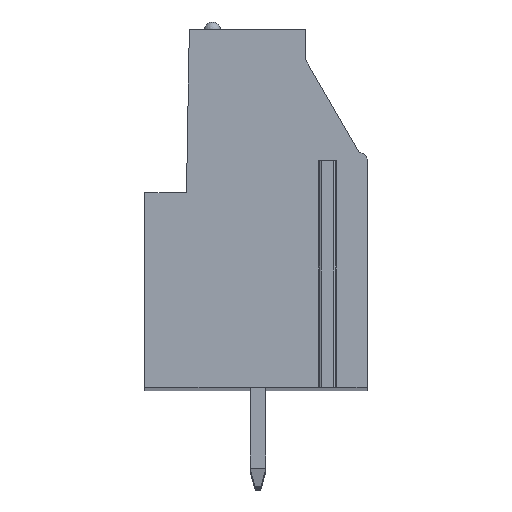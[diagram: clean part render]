
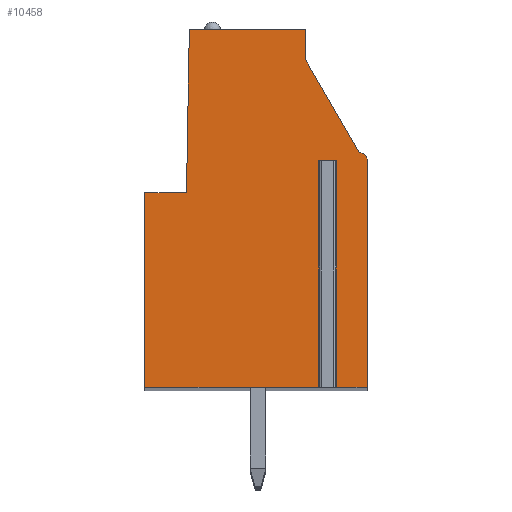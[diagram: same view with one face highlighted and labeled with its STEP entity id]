
A CAD part, top view. The second image highlights one B-rep face of the part: STEP entity #10458.
In plain terms, the highlighted planar face has unit normal (0, 0, 1).
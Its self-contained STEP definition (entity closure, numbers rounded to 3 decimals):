
#1182=DIRECTION('',(1.,0.,0.));
#1183=VECTOR('',#1182,0.5);
#1184=CARTESIAN_POINT('',(3.347,2.4,2.54));
#1185=LINE('',#1184,#1183);
#1186=DIRECTION('',(0.,1.,0.));
#1187=VECTOR('',#1186,11.4);
#1188=CARTESIAN_POINT('',(3.347,-9.,2.54));
#1189=LINE('',#1188,#1187);
#1190=DIRECTION('',(1.,0.,0.));
#1191=VECTOR('',#1190,8.95);
#1192=CARTESIAN_POINT('',(-5.603,-9.,2.54));
#1193=LINE('',#1192,#1191);
#1194=DIRECTION('',(0.,-1.,0.));
#1195=VECTOR('',#1194,9.8);
#1196=CARTESIAN_POINT('',(-5.603,0.8,2.54));
#1197=LINE('',#1196,#1195);
#1198=DIRECTION('',(-1.,0.,0.));
#1199=VECTOR('',#1198,2.1);
#1200=CARTESIAN_POINT('',(-3.503,0.8,2.54));
#1201=LINE('',#1200,#1199);
#1202=DIRECTION('',(-0.017,-1.,0.));
#1203=VECTOR('',#1202,8.201);
#1204=CARTESIAN_POINT('',(-3.36,9.,2.54));
#1205=LINE('',#1204,#1203);
#1206=DIRECTION('',(-1.,0.,0.));
#1207=VECTOR('',#1206,5.86);
#1208=CARTESIAN_POINT('',(2.5,9.,2.54));
#1209=LINE('',#1208,#1207);
#1210=DIRECTION('',(0.,1.,0.));
#1211=VECTOR('',#1210,1.523);
#1212=CARTESIAN_POINT('',(2.5,7.477,2.54));
#1213=LINE('',#1212,#1211);
#1214=DIRECTION('',(-0.5,0.866,0.));
#1215=VECTOR('',#1214,5.394);
#1216=CARTESIAN_POINT('',(5.197,2.805,2.54));
#1217=LINE('',#1216,#1215);
#1218=CARTESIAN_POINT('',(5.197,2.405,2.54));
#1219=DIRECTION('',(0.,0.,1.));
#1220=DIRECTION('',(1.,0.,0.));
#1221=AXIS2_PLACEMENT_3D('',#1218,#1219,#1220);
#1223=DIRECTION('',(0.,1.,0.));
#1224=VECTOR('',#1223,11.405);
#1225=CARTESIAN_POINT('',(5.597,-9.,2.54));
#1226=LINE('',#1225,#1224);
#1227=DIRECTION('',(1.,0.,0.));
#1228=VECTOR('',#1227,1.75);
#1229=CARTESIAN_POINT('',(3.847,-9.,2.54));
#1230=LINE('',#1229,#1228);
#1231=DIRECTION('',(0.,1.,0.));
#1232=VECTOR('',#1231,11.4);
#1233=CARTESIAN_POINT('',(3.847,-9.,2.54));
#1234=LINE('',#1233,#1232);
#7571=CARTESIAN_POINT('',(5.597,-9.,2.54));
#7572=CARTESIAN_POINT('',(5.597,2.405,2.54));
#7573=VERTEX_POINT('',#7571);
#7574=VERTEX_POINT('',#7572);
#7575=CARTESIAN_POINT('',(5.197,2.805,2.54));
#7576=VERTEX_POINT('',#7575);
#7577=CARTESIAN_POINT('',(2.5,7.477,2.54));
#7578=VERTEX_POINT('',#7577);
#7579=CARTESIAN_POINT('',(2.5,9.,2.54));
#7580=VERTEX_POINT('',#7579);
#7581=CARTESIAN_POINT('',(-3.36,9.,2.54));
#7582=VERTEX_POINT('',#7581);
#7583=CARTESIAN_POINT('',(-3.503,0.8,2.54));
#7584=VERTEX_POINT('',#7583);
#7585=CARTESIAN_POINT('',(-5.603,0.8,2.54));
#7586=VERTEX_POINT('',#7585);
#7587=CARTESIAN_POINT('',(-5.603,-9.,2.54));
#7588=VERTEX_POINT('',#7587);
#7625=CARTESIAN_POINT('',(3.347,2.4,2.54));
#7626=CARTESIAN_POINT('',(3.847,2.4,2.54));
#7627=VERTEX_POINT('',#7625);
#7628=VERTEX_POINT('',#7626);
#7629=CARTESIAN_POINT('',(3.347,-9.,2.54));
#7630=VERTEX_POINT('',#7629);
#7631=CARTESIAN_POINT('',(3.847,-9.,2.54));
#7632=VERTEX_POINT('',#7631);
#10435=CARTESIAN_POINT('',(0.,0.,2.54));
#10436=DIRECTION('',(0.,0.,1.));
#10437=DIRECTION('',(1.,0.,0.));
#10438=AXIS2_PLACEMENT_3D('',#10435,#10436,#10437);
#10439=PLANE('',#10438);
#10441=ORIENTED_EDGE('',*,*,#10440,.F.);
#10443=ORIENTED_EDGE('',*,*,#10442,.F.);
#10444=ORIENTED_EDGE('',*,*,#9619,.F.);
#10445=ORIENTED_EDGE('',*,*,#9934,.F.);
#10446=ORIENTED_EDGE('',*,*,#9948,.F.);
#10447=ORIENTED_EDGE('',*,*,#9962,.F.);
#10448=ORIENTED_EDGE('',*,*,#9976,.F.);
#10449=ORIENTED_EDGE('',*,*,#10188,.F.);
#10450=ORIENTED_EDGE('',*,*,#10202,.F.);
#10451=ORIENTED_EDGE('',*,*,#10216,.F.);
#10452=ORIENTED_EDGE('',*,*,#10229,.F.);
#10453=ORIENTED_EDGE('',*,*,#9631,.F.);
#10455=ORIENTED_EDGE('',*,*,#10454,.T.);
#10456=EDGE_LOOP('',(#10441,#10443,#10444,#10445,#10446,#10447,#10448,#10449,
#10450,#10451,#10452,#10453,#10455));
#10457=FACE_OUTER_BOUND('',#10456,.F.);
#1222=CIRCLE('',#1221,0.4);
#9619=EDGE_CURVE('',#7588,#7630,#1193,.T.);
#9631=EDGE_CURVE('',#7632,#7573,#1230,.T.);
#9934=EDGE_CURVE('',#7586,#7588,#1197,.T.);
#9948=EDGE_CURVE('',#7584,#7586,#1201,.T.);
#9962=EDGE_CURVE('',#7582,#7584,#1205,.T.);
#9976=EDGE_CURVE('',#7580,#7582,#1209,.T.);
#10188=EDGE_CURVE('',#7578,#7580,#1213,.T.);
#10202=EDGE_CURVE('',#7576,#7578,#1217,.T.);
#10216=EDGE_CURVE('',#7574,#7576,#1222,.T.);
#10229=EDGE_CURVE('',#7573,#7574,#1226,.T.);
#10440=EDGE_CURVE('',#7627,#7628,#1185,.T.);
#10442=EDGE_CURVE('',#7630,#7627,#1189,.T.);
#10454=EDGE_CURVE('',#7632,#7628,#1234,.T.);
#10458=ADVANCED_FACE('',(#10457),#10439,.T.);
